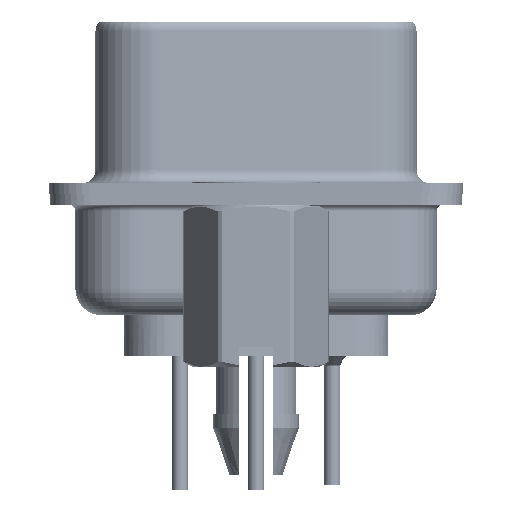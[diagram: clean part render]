
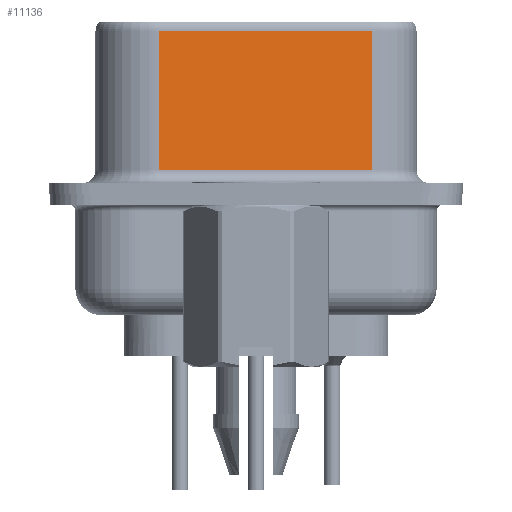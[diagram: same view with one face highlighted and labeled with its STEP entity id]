
A CAD part, left-side view. The second image highlights one B-rep face of the part: STEP entity #11136.
In plain terms, the highlighted planar face has unit normal (-0.985, -0.174, 0).
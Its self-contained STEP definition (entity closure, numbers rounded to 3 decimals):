
#1644 = CARTESIAN_POINT ( 'NONE',  ( 5.132, -4.322, 6.05 ) ) ;
#2746 = CARTESIAN_POINT ( 'NONE',  ( 5.132, -4.322, 0.9 ) ) ;
#2780 = CARTESIAN_POINT ( 'NONE',  ( 5.132, -4.322, 6.55 ) ) ;
#3134 = CARTESIAN_POINT ( 'NONE',  ( 5.132, -4.322, 0.9 ) ) ;
#5556 = LINE ( 'NONE', #2746, #19925 ) ;
#5559 = ORIENTED_EDGE ( 'NONE', *, *, #16990, .F. ) ;
#7556 = EDGE_CURVE ( 'NONE', #10809, #22514, #35881, .T. ) ;
#9441 = VECTOR ( 'NONE', #24612, 1000. ) ;
#9560 = ORIENTED_EDGE ( 'NONE', *, *, #7556, .T. ) ;
#10809 = VERTEX_POINT ( 'NONE', #14514 ) ;
#10825 = VECTOR ( 'NONE', #19324, 1000. ) ;
#11040 = CARTESIAN_POINT ( 'NONE',  ( 5.132, -4.322, 6.55 ) ) ;
#11061 = PLANE ( 'NONE',  #24740 ) ;
#11136 = ADVANCED_FACE ( 'NONE', ( #36647 ), #11061, .F. ) ;
#12594 = VERTEX_POINT ( 'NONE', #24719 ) ;
#13451 = EDGE_CURVE ( 'NONE', #12594, #32085, #5556, .T. ) ;
#13888 = LINE ( 'NONE', #30787, #14674 ) ;
#14514 = CARTESIAN_POINT ( 'NONE',  ( 5.132, -4.322, 6.05 ) ) ;
#14674 = VECTOR ( 'NONE', #16521, 1000. ) ;
#14947 = CARTESIAN_POINT ( 'NONE',  ( 3.73, 3.628, 6.05 ) ) ;
#16521 = DIRECTION ( 'NONE',  ( 0., 0., -1. ) ) ;
#16990 = EDGE_CURVE ( 'NONE', #10809, #32085, #25335, .T. ) ;
#19186 = DIRECTION ( 'NONE',  ( -0.174, 0.985, 0. ) ) ;
#19324 = DIRECTION ( 'NONE',  ( -0.174, 0.985, 0. ) ) ;
#19925 = VECTOR ( 'NONE', #36217, 1000. ) ;
#20270 = ORIENTED_EDGE ( 'NONE', *, *, #13451, .T. ) ;
#20686 = ORIENTED_EDGE ( 'NONE', *, *, #28296, .T. ) ;
#21640 = EDGE_LOOP ( 'NONE', ( #5559, #9560, #20686, #20270 ) ) ;
#22514 = VERTEX_POINT ( 'NONE', #14947 ) ;
#24612 = DIRECTION ( 'NONE',  ( 0., 0., -1. ) ) ;
#24719 = CARTESIAN_POINT ( 'NONE',  ( 3.73, 3.628, 0.9 ) ) ;
#24740 = AXIS2_PLACEMENT_3D ( 'NONE', #2780, #28573, #19186 ) ;
#25335 = LINE ( 'NONE', #11040, #9441 ) ;
#28296 = EDGE_CURVE ( 'NONE', #22514, #12594, #13888, .T. ) ;
#28573 = DIRECTION ( 'NONE',  ( 0.985, 0.174, 0. ) ) ;
#30787 = CARTESIAN_POINT ( 'NONE',  ( 3.73, 3.628, 6.55 ) ) ;
#32085 = VERTEX_POINT ( 'NONE', #3134 ) ;
#35881 = LINE ( 'NONE', #1644, #10825 ) ;
#36217 = DIRECTION ( 'NONE',  ( 0.174, -0.985, 0. ) ) ;
#36647 = FACE_OUTER_BOUND ( 'NONE', #21640, .T. ) ;
